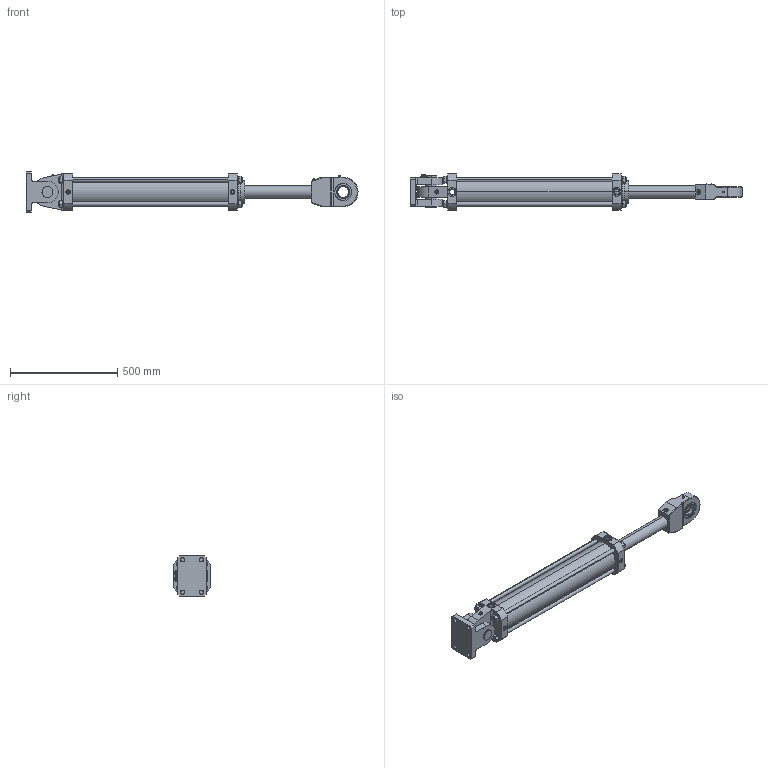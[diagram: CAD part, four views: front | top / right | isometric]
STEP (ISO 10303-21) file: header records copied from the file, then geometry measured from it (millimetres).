
FILE_DESCRIPTION (( 'STEP AP214' ), '1' );
FILE_NAME ('7800-0021_revB.STEP', '2019-08-23T18:10:45', ( '' ), ( '' ), 'SwSTEP 2.0', 'SolidWorks 2019', '' );
FILE_SCHEMA (( 'AUTOMOTIVE_DESIGN' ));
Length unit declared in the file: inch
Products named in the file (1): 7800-0021_revB
Bounding box: 1550.19 x 172.15 x 187.32 mm (x, y, z)
Surface area: 1126481.3 mm2 (no closed solid volume)
Topology: 0 solids, 87 shells, 721 faces, 2319 edges, 1651 vertices
Faces by surface type: plane 314, cylinder 181, cone 138, torus 58, bspline 22, sphere 8
Entity records: 41148 total; most frequent: CARTESIAN_POINT 12362, DIRECTION 3943, ORIENTED_EDGE 3547, EDGE_CURVE 2305, VERTEX_POINT 1651, AXIS2_PLACEMENT_3D 1485, VECTOR 973, LINE 973
